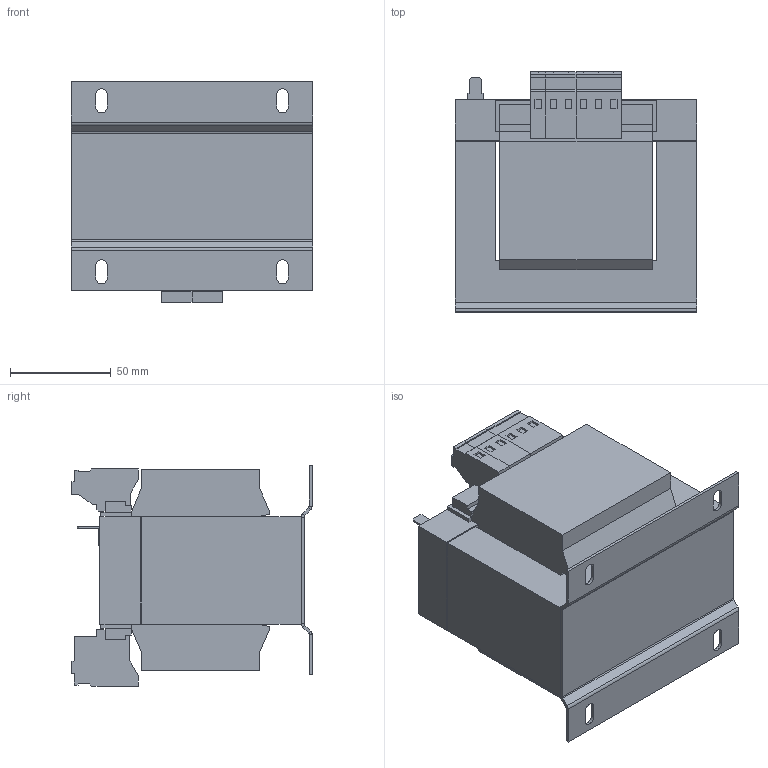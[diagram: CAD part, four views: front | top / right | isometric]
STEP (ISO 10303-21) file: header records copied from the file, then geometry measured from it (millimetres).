
FILE_DESCRIPTION (( 'STEP AP214' ), '1' );
FILE_NAME ('267164.STEP', '2020-07-16T06:26:27', ( '' ), ( '' ), 'SwSTEP 2.0', 'SolidWorks 2018', '' );
FILE_SCHEMA (( 'AUTOMOTIVE_DESIGN' ));
Length unit declared in the file: millimetre
Products named in the file (1): 267164
Bounding box: 120 x 119.5 x 109.65 mm (x, y, z)
Volume: 925489.2 mm3; surface area: 107280.3 mm2
Topology: 1 solids, 1 shells, 321 faces, 792 edges, 491 vertices
Faces by surface type: plane 281, cylinder 40
Entity records: 9276 total; most frequent: CARTESIAN_POINT 1605, ORIENTED_EDGE 1584, DIRECTION 1516, EDGE_CURVE 792, LINE 712, VECTOR 712, VERTEX_POINT 491, AXIS2_PLACEMENT_3D 402
